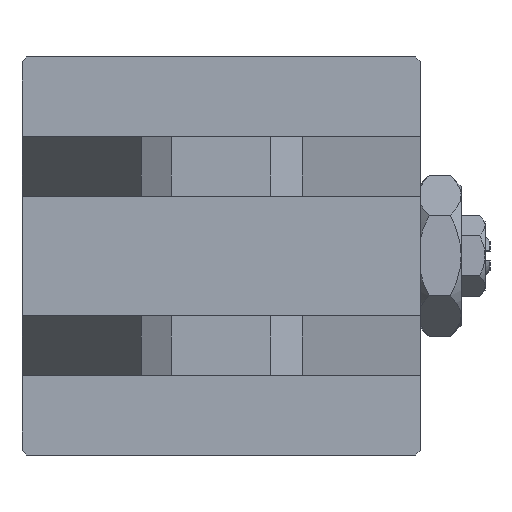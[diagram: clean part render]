
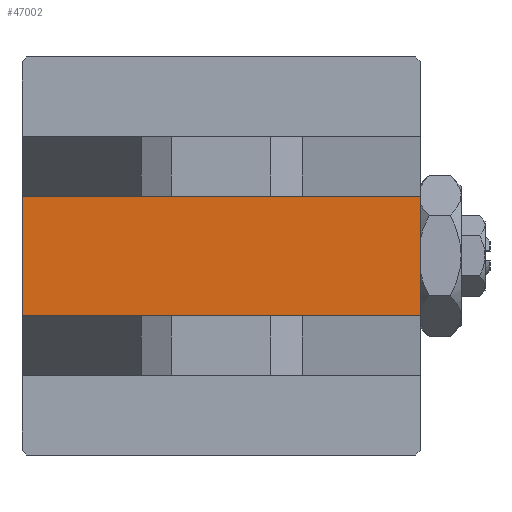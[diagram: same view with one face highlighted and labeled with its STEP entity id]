
A CAD part, left-side view. The second image highlights one B-rep face of the part: STEP entity #47002.
In plain terms, the highlighted planar face has unit normal (-1, 0, 0).
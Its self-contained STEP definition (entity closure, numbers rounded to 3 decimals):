
#5531 = EDGE_LOOP ( 'NONE', ( #25925, #7332, #44450, #31368 ) ) ;
#5932 = EDGE_CURVE ( 'NONE', #43401, #26225, #52211, .T. ) ;
#6816 = CARTESIAN_POINT ( 'NONE',  ( 0., -6., -20. ) ) ;
#7332 = ORIENTED_EDGE ( 'NONE', *, *, #15351, .F. ) ;
#7985 = VERTEX_POINT ( 'NONE', #50549 ) ;
#8844 = LINE ( 'NONE', #45353, #14663 ) ;
#9111 = DIRECTION ( 'NONE',  ( 0., -1., 0. ) ) ;
#10412 = DIRECTION ( 'NONE',  ( -1., 0., 0. ) ) ;
#14663 = VECTOR ( 'NONE', #9111, 1000. ) ;
#15351 = EDGE_CURVE ( 'NONE', #42997, #26225, #49219, .T. ) ;
#15977 = DIRECTION ( 'NONE',  ( 0., -1., 0. ) ) ;
#17823 = DIRECTION ( 'NONE',  ( 0., 0., 1. ) ) ;
#19230 = CARTESIAN_POINT ( 'NONE',  ( 0., 6., 20. ) ) ;
#22641 = AXIS2_PLACEMENT_3D ( 'NONE', #33955, #10412, #17823 ) ;
#25925 = ORIENTED_EDGE ( 'NONE', *, *, #5932, .T. ) ;
#26225 = VERTEX_POINT ( 'NONE', #6816 ) ;
#26803 = FACE_OUTER_BOUND ( 'NONE', #5531, .T. ) ;
#27689 = DIRECTION ( 'NONE',  ( 0., 0., -1. ) ) ;
#31368 = ORIENTED_EDGE ( 'NONE', *, *, #34645, .T. ) ;
#32093 = CARTESIAN_POINT ( 'NONE',  ( 0., 6., -20. ) ) ;
#33955 = CARTESIAN_POINT ( 'NONE',  ( 0., 0., 0. ) ) ;
#34645 = EDGE_CURVE ( 'NONE', #7985, #43401, #48331, .T. ) ;
#39256 = CARTESIAN_POINT ( 'NONE',  ( 0., 20., -20. ) ) ;
#40469 = DIRECTION ( 'NONE',  ( 0., 0., -1. ) ) ;
#42139 = EDGE_CURVE ( 'NONE', #7985, #42997, #8844, .T. ) ;
#42376 = VECTOR ( 'NONE', #27689, 1000. ) ;
#42380 = VECTOR ( 'NONE', #40469, 1000. ) ;
#42513 = CARTESIAN_POINT ( 'NONE',  ( 0., -6., 20. ) ) ;
#42997 = VERTEX_POINT ( 'NONE', #42513 ) ;
#43401 = VERTEX_POINT ( 'NONE', #32093 ) ;
#44197 = CARTESIAN_POINT ( 'NONE',  ( 0., -6., 20. ) ) ;
#44450 = ORIENTED_EDGE ( 'NONE', *, *, #42139, .F. ) ;
#45353 = CARTESIAN_POINT ( 'NONE',  ( 0., 20., 20. ) ) ;
#46375 = VECTOR ( 'NONE', #15977, 1000. ) ;
#46671 = PLANE ( 'NONE',  #22641 ) ;
#47002 = ADVANCED_FACE ( 'NONE', ( #26803 ), #46671, .T. ) ;
#48331 = LINE ( 'NONE', #19230, #42376 ) ;
#49219 = LINE ( 'NONE', #44197, #42380 ) ;
#50549 = CARTESIAN_POINT ( 'NONE',  ( 0., 6., 20. ) ) ;
#52211 = LINE ( 'NONE', #39256, #46375 ) ;
